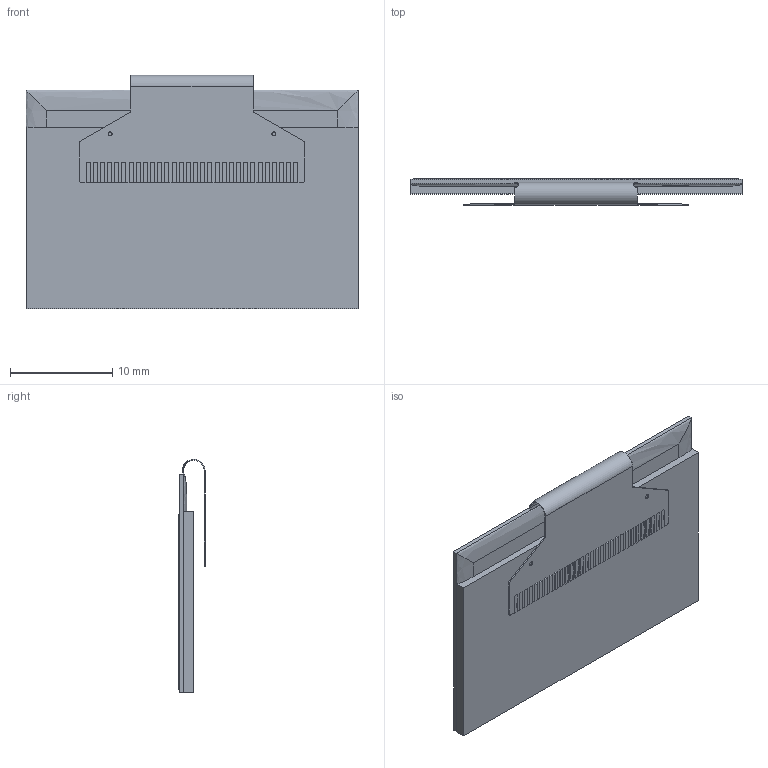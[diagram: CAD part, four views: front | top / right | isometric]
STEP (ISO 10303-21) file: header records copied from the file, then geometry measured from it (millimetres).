
FILE_DESCRIPTION (( 'STEP AP214' ), '1' );
FILE_NAME ('User Library-1.3inch_OLED.STEP', '2021-03-05T08:36:43', ( '' ), ( '' ), 'SwSTEP 2.0', 'SolidWorks 2020', '' );
FILE_SCHEMA (( 'AUTOMOTIVE_DESIGN' ));
Length unit declared in the file: millimetre
Products named in the file (1): User Library-1.3inch_OLED
Bounding box: 32.42 x 2.65 x 22.81 mm (x, y, z)
Volume: 955.8 mm3; surface area: 5187.7 mm2
Topology: 6 solids, 6 shells, 192 faces, 526 edges, 348 vertices
Faces by surface type: plane 179, cylinder 8, bspline 5
Entity records: 8651 total; most frequent: CARTESIAN_POINT 1603, ORIENTED_EDGE 1052, DIRECTION 904, EDGE_CURVE 526, LINE 488, VECTOR 488, VERTEX_POINT 348, AXIS2_PLACEMENT_3D 208
